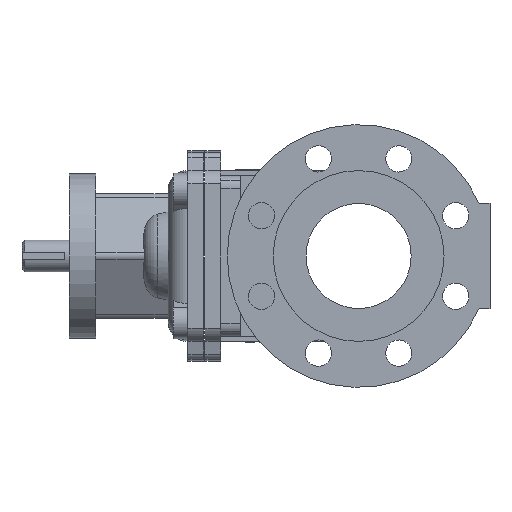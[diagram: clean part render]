
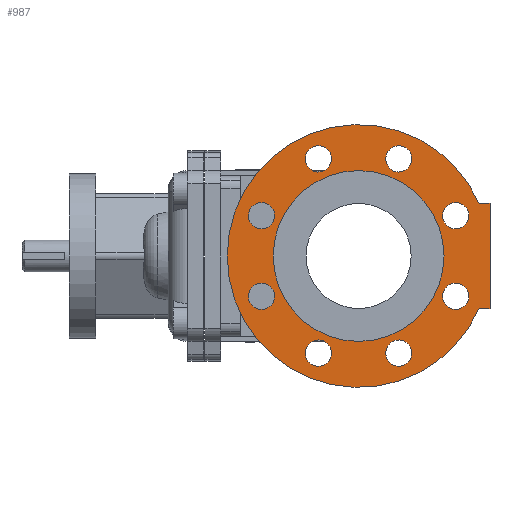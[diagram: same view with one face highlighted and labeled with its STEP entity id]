
A CAD part, left-side view. The second image highlights one B-rep face of the part: STEP entity #987.
In plain terms, the highlighted planar face has unit normal (-1, 0, 0).
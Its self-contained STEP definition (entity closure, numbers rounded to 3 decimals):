
#987=ADVANCED_FACE('',(#29807,#29809,#29811,#29813,#29815,#29817,#29819,#29821,#29823,
#29825),#29827,.F.);
#29807=FACE_BOUND('',#29808,.T.);
#29808=EDGE_LOOP('',(#52315,#52316,#52317,#52318));
#29809=FACE_BOUND('',#29810,.T.);
#29810=EDGE_LOOP('',(#52319));
#29811=FACE_BOUND('',#29812,.T.);
#29812=EDGE_LOOP('',(#52320));
#29813=FACE_BOUND('',#29814,.T.);
#29814=EDGE_LOOP('',(#52321));
#29815=FACE_BOUND('',#29816,.T.);
#29816=EDGE_LOOP('',(#52322));
#29817=FACE_BOUND('',#29818,.T.);
#29818=EDGE_LOOP('',(#52323));
#29819=FACE_BOUND('',#29820,.T.);
#29820=EDGE_LOOP('',(#52324));
#29821=FACE_BOUND('',#29822,.T.);
#29822=EDGE_LOOP('',(#52325));
#29823=FACE_BOUND('',#29824,.T.);
#29824=EDGE_LOOP('',(#52326));
#29825=FACE_BOUND('',#29826,.T.);
#29826=EDGE_LOOP('',(#52327));
#29827=PLANE('',#29828);
#29828=AXIS2_PLACEMENT_3D('',#29829,#29830,#29831);
#29829=CARTESIAN_POINT('',(19917.748,1040.454,100.));
#29830=DIRECTION('',(1.,0.,0.));
#29831=DIRECTION('',(0.,0.383,-0.924));
#52315=ORIENTED_EDGE('',*,*,#70901,.T.);
#52316=ORIENTED_EDGE('',*,*,#70899,.T.);
#52317=ORIENTED_EDGE('',*,*,#70913,.F.);
#52318=ORIENTED_EDGE('',*,*,#70896,.T.);
#52319=ORIENTED_EDGE('',*,*,#70902,.T.);
#52320=ORIENTED_EDGE('',*,*,#70905,.F.);
#52321=ORIENTED_EDGE('',*,*,#70906,.F.);
#52322=ORIENTED_EDGE('',*,*,#70907,.F.);
#52323=ORIENTED_EDGE('',*,*,#70908,.F.);
#52324=ORIENTED_EDGE('',*,*,#70909,.F.);
#52325=ORIENTED_EDGE('',*,*,#70910,.F.);
#52326=ORIENTED_EDGE('',*,*,#70911,.F.);
#52327=ORIENTED_EDGE('',*,*,#70912,.F.);
#70896=EDGE_CURVE('',#80500,#80498,#80501,.T.);
#70899=EDGE_CURVE('',#80505,#80503,#80506,.T.);
#70901=EDGE_CURVE('',#80498,#80505,#80508,.T.);
#70902=EDGE_CURVE('',#80509,#80509,#80510,.T.);
#70905=EDGE_CURVE('',#80515,#80515,#80516,.T.);
#70906=EDGE_CURVE('',#80517,#80517,#80518,.T.);
#70907=EDGE_CURVE('',#80519,#80519,#80520,.T.);
#70908=EDGE_CURVE('',#80521,#80521,#80522,.T.);
#70909=EDGE_CURVE('',#80523,#80523,#80524,.T.);
#70910=EDGE_CURVE('',#80525,#80525,#80526,.T.);
#70911=EDGE_CURVE('',#80527,#80527,#80528,.T.);
#70912=EDGE_CURVE('',#80529,#80529,#80530,.T.);
#70913=EDGE_CURVE('',#80500,#80503,#80531,.T.);
#80498=VERTEX_POINT('',#97951);
#80500=VERTEX_POINT('',#97955);
#80501=LINE('',#97956,#97957);
#80503=VERTEX_POINT('',#97962);
#80505=VERTEX_POINT('',#97966);
#80506=LINE('',#97967,#97968);
#80508=LINE('',#97973,#97974);
#80509=VERTEX_POINT('',#97976);
#80510=CIRCLE('',#97977,65.);
#80515=VERTEX_POINT('',#97991);
#80516=CIRCLE('',#97992,10.);
#80517=VERTEX_POINT('',#97996);
#80518=CIRCLE('',#97997,10.);
#80519=VERTEX_POINT('',#98001);
#80520=CIRCLE('',#98002,10.);
#80521=VERTEX_POINT('',#98006);
#80522=CIRCLE('',#98007,10.);
#80523=VERTEX_POINT('',#98011);
#80524=CIRCLE('',#98012,10.);
#80525=VERTEX_POINT('',#98016);
#80526=CIRCLE('',#98017,10.);
#80527=VERTEX_POINT('',#98021);
#80528=CIRCLE('',#98022,10.);
#80529=VERTEX_POINT('',#98026);
#80530=CIRCLE('',#98027,10.);
#80531=CIRCLE('',#98031,100.);
#97951=CARTESIAN_POINT('',(19917.748,940.454,60.));
#97955=CARTESIAN_POINT('',(19917.748,948.802,60.));
#97956=CARTESIAN_POINT('',(19917.748,948.802,60.));
#97957=VECTOR('',#97958,1.);
#97958=DIRECTION('',(0.,-1.,0.));
#97962=CARTESIAN_POINT('',(19917.748,948.802,140.));
#97966=CARTESIAN_POINT('',(19917.748,940.454,140.));
#97967=CARTESIAN_POINT('',(19917.748,940.454,140.));
#97968=VECTOR('',#97969,1.);
#97969=DIRECTION('',(0.,1.,0.));
#97973=CARTESIAN_POINT('',(19917.748,940.454,60.));
#97974=VECTOR('',#97975,1.);
#97975=DIRECTION('',(0.,0.,1.));
#97976=CARTESIAN_POINT('',(19917.748,1040.454,35.));
#97977=AXIS2_PLACEMENT_3D('',#97978,#97979,#97980);
#97978=CARTESIAN_POINT('',(19917.748,1040.454,100.));
#97979=DIRECTION('',(1.,0.,0.));
#97980=DIRECTION('',(0.,0.,-1.));
#97991=CARTESIAN_POINT('',(19917.748,962.717,139.853));
#97992=AXIS2_PLACEMENT_3D('',#97993,#97994,#97995);
#97993=CARTESIAN_POINT('',(19917.748,966.543,130.615));
#97994=DIRECTION('',(-1.,0.,0.));
#97995=DIRECTION('',(0.,-0.383,0.924));
#97996=CARTESIAN_POINT('',(19917.748,962.717,78.624));
#97997=AXIS2_PLACEMENT_3D('',#97998,#97999,#98000);
#97998=CARTESIAN_POINT('',(19917.748,966.543,69.385));
#97999=DIRECTION('',(-1.,0.,0.));
#98000=DIRECTION('',(0.,-0.383,0.924));
#98001=CARTESIAN_POINT('',(19917.748,1006.012,35.328));
#98002=AXIS2_PLACEMENT_3D('',#98003,#98004,#98005);
#98003=CARTESIAN_POINT('',(19917.748,1009.839,26.09));
#98004=DIRECTION('',(-1.,0.,0.));
#98005=DIRECTION('',(0.,-0.383,0.924));
#98006=CARTESIAN_POINT('',(19917.748,1006.012,183.149));
#98007=AXIS2_PLACEMENT_3D('',#98008,#98009,#98010);
#98008=CARTESIAN_POINT('',(19917.748,1009.839,173.91));
#98009=DIRECTION('',(-1.,0.,0.));
#98010=DIRECTION('',(0.,-0.383,0.924));
#98011=CARTESIAN_POINT('',(19917.748,1067.242,183.149));
#98012=AXIS2_PLACEMENT_3D('',#98013,#98014,#98015);
#98013=CARTESIAN_POINT('',(19917.748,1071.069,173.91));
#98014=DIRECTION('',(-1.,0.,0.));
#98015=DIRECTION('',(0.,-0.383,0.924));
#98016=CARTESIAN_POINT('',(19917.748,1110.537,139.853));
#98017=AXIS2_PLACEMENT_3D('',#98018,#98019,#98020);
#98018=CARTESIAN_POINT('',(19917.748,1114.364,130.615));
#98019=DIRECTION('',(-1.,0.,0.));
#98020=DIRECTION('',(0.,-0.383,0.924));
#98021=CARTESIAN_POINT('',(19917.748,1110.537,78.624));
#98022=AXIS2_PLACEMENT_3D('',#98023,#98024,#98025);
#98023=CARTESIAN_POINT('',(19917.748,1114.364,69.385));
#98024=DIRECTION('',(-1.,0.,0.));
#98025=DIRECTION('',(0.,-0.383,0.924));
#98026=CARTESIAN_POINT('',(19917.748,1067.242,35.328));
#98027=AXIS2_PLACEMENT_3D('',#98028,#98029,#98030);
#98028=CARTESIAN_POINT('',(19917.748,1071.069,26.09));
#98029=DIRECTION('',(-1.,0.,0.));
#98030=DIRECTION('',(0.,-0.383,0.924));
#98031=AXIS2_PLACEMENT_3D('',#98032,#98033,#98034);
#98032=CARTESIAN_POINT('',(19917.748,1040.454,100.));
#98033=DIRECTION('',(1.,0.,0.));
#98034=DIRECTION('',(0.,-0.917,-0.4));
